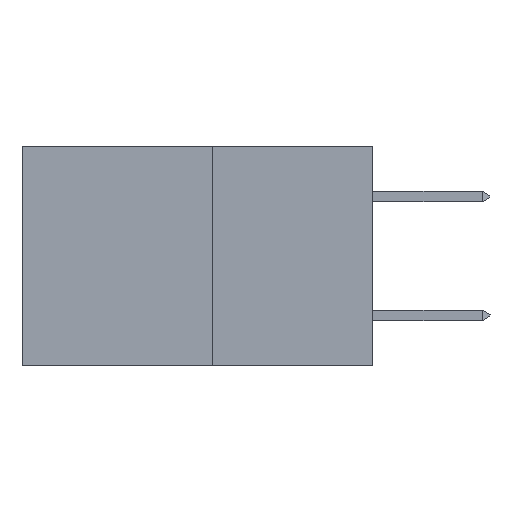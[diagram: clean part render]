
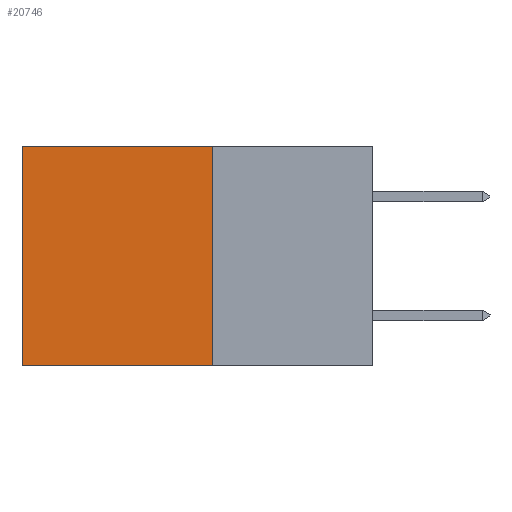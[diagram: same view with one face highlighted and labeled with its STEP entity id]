
A CAD part, left-side view. The second image highlights one B-rep face of the part: STEP entity #20746.
In plain terms, the highlighted planar face has unit normal (-1, 0, 0).
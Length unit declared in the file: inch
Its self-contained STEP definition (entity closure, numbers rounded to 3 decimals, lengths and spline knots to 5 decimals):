
#639 = CARTESIAN_POINT ( 'NONE',  ( 0.277, 0.27, -0.37 ) ) ;
#1461 = FACE_OUTER_BOUND ( 'NONE', #8498, .T. ) ;
#1680 = EDGE_CURVE ( 'NONE', #21696, #23775, #22682, .T. ) ;
#2161 = CARTESIAN_POINT ( 'NONE',  ( 0.277, 0.27, -0.37 ) ) ;
#2500 = DIRECTION ( 'NONE',  ( 0., 1., 0. ) ) ;
#2990 = CARTESIAN_POINT ( 'NONE',  ( 0.277, 0.27, -0.37 ) ) ;
#3338 = PLANE ( 'NONE',  #11506 ) ;
#3569 = VECTOR ( 'NONE', #22997, 39.37008 ) ;
#4556 = CARTESIAN_POINT ( 'NONE',  ( 0.277, 0.27, 0. ) ) ;
#6430 = DIRECTION ( 'NONE',  ( 0., 1., 0. ) ) ;
#8498 = EDGE_LOOP ( 'NONE', ( #19817, #23029, #15562, #9592 ) ) ;
#8682 = LINE ( 'NONE', #639, #22827 ) ;
#9592 = ORIENTED_EDGE ( 'NONE', *, *, #23674, .T. ) ;
#10803 = DIRECTION ( 'NONE',  ( 0., 0., -1. ) ) ;
#10844 = EDGE_CURVE ( 'NONE', #14992, #23775, #8682, .T. ) ;
#11346 = VECTOR ( 'NONE', #18868, 39.37008 ) ;
#11506 = AXIS2_PLACEMENT_3D ( 'NONE', #21817, #21889, #10803 ) ;
#12762 = LINE ( 'NONE', #4556, #22044 ) ;
#14992 = VERTEX_POINT ( 'NONE', #2990 ) ;
#15453 = CARTESIAN_POINT ( 'NONE',  ( 0.277, 0.59, -0.37 ) ) ;
#15562 = ORIENTED_EDGE ( 'NONE', *, *, #20311, .F. ) ;
#17764 = CARTESIAN_POINT ( 'NONE',  ( 0.277, 0.59, -0.37 ) ) ;
#18868 = DIRECTION ( 'NONE',  ( 0., 0., -1. ) ) ;
#19817 = ORIENTED_EDGE ( 'NONE', *, *, #1680, .T. ) ;
#19935 = VERTEX_POINT ( 'NONE', #23280 ) ;
#20311 = EDGE_CURVE ( 'NONE', #19935, #14992, #21213, .T. ) ;
#20746 = ADVANCED_FACE ( 'NONE', ( #1461 ), #3338, .F. ) ;
#21213 = LINE ( 'NONE', #2161, #11346 ) ;
#21696 = VERTEX_POINT ( 'NONE', #22829 ) ;
#21817 = CARTESIAN_POINT ( 'NONE',  ( 0.277, 0.27, -0.37 ) ) ;
#21889 = DIRECTION ( 'NONE',  ( 1., 0., 0. ) ) ;
#22044 = VECTOR ( 'NONE', #6430, 39.37008 ) ;
#22682 = LINE ( 'NONE', #15453, #3569 ) ;
#22827 = VECTOR ( 'NONE', #2500, 39.37008 ) ;
#22829 = CARTESIAN_POINT ( 'NONE',  ( 0.277, 0.59, 0. ) ) ;
#22997 = DIRECTION ( 'NONE',  ( 0., 0., -1. ) ) ;
#23029 = ORIENTED_EDGE ( 'NONE', *, *, #10844, .F. ) ;
#23280 = CARTESIAN_POINT ( 'NONE',  ( 0.277, 0.27, 0. ) ) ;
#23674 = EDGE_CURVE ( 'NONE', #19935, #21696, #12762, .T. ) ;
#23775 = VERTEX_POINT ( 'NONE', #17764 ) ;
